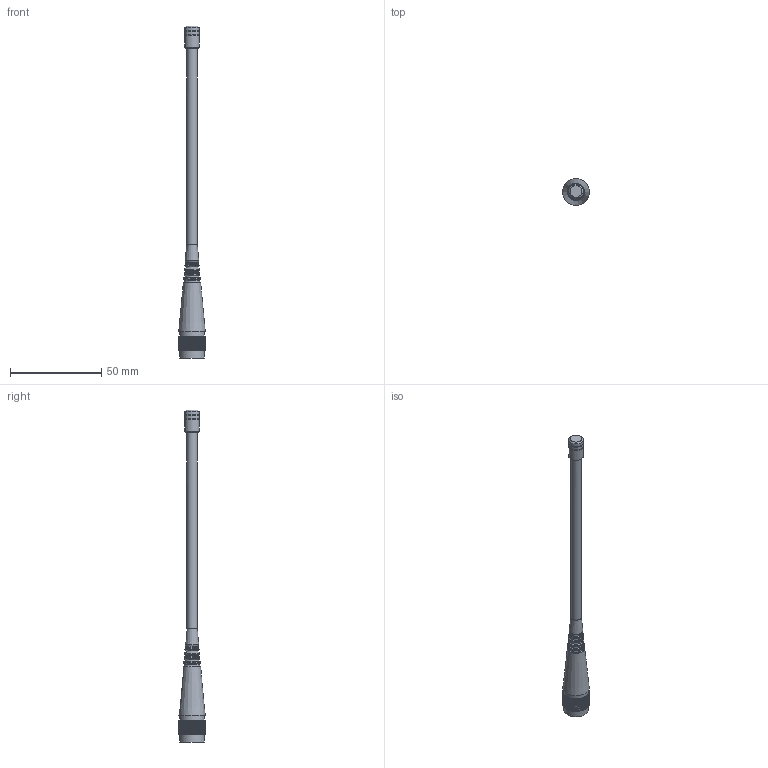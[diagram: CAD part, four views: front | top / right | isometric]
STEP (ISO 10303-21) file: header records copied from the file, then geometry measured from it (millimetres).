
FILE_DESCRIPTION (( 'STEP AP214' ), '1' );
FILE_NAME ('TI.43.A311_Web.STEP', '2025-05-12T07:12:50', ( '' ), ( '' ), 'SwSTEP 2.0', 'SolidWorks 2024', '' );
FILE_SCHEMA (( 'AUTOMOTIVE_DESIGN' ));
Length unit declared in the file: millimetre
Products named in the file (1): TI.43.A311_Web
Bounding box: 14.5 x 14.5 x 181.5 mm (x, y, z)
Surface area: 7135.5 mm2 (no closed solid volume)
Topology: 0 solids, 10 shells, 473 faces, 1155 edges, 675 vertices
Faces by surface type: plane 354, cylinder 94, cone 14, torus 10, bspline 1
Full cylindrical faces by diameter (mm): 1 x1, 4.5 x1, 5.8 x1, 6 x1, 6.762 x1, 6.982 x1, 7 x2, 7.5 x1, 8 x3, 10.7 x1, 11.5 x1, 11.7 x4, 13.5 x2
Entity records: 20057 total; most frequent: CARTESIAN_POINT 4155, DIRECTION 2330, ORIENTED_EDGE 2054, EDGE_CURVE 1086, AXIS2_PLACEMENT_3D 805, LINE 720, VECTOR 720, VERTEX_POINT 651
